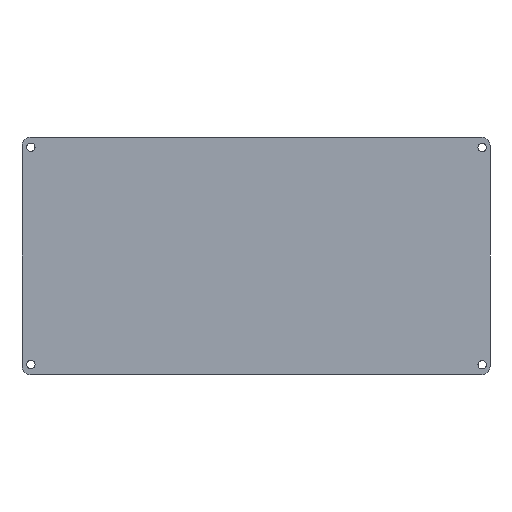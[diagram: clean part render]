
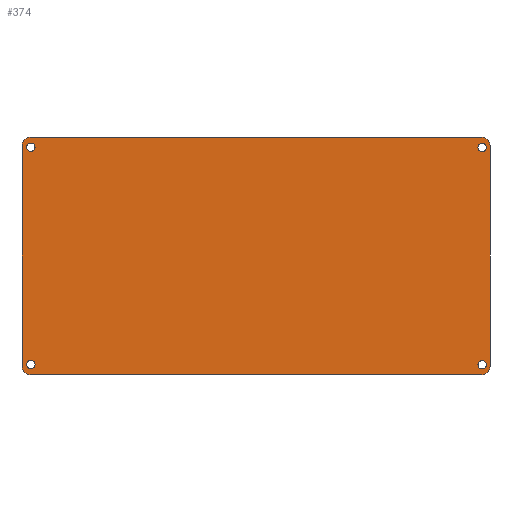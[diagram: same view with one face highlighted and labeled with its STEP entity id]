
A CAD part, front view. The second image highlights one B-rep face of the part: STEP entity #374.
In plain terms, the highlighted planar face has unit normal (0, -1, 0).
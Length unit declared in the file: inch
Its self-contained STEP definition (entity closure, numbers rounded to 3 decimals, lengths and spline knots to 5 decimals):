
#124=CARTESIAN_POINT('',(3.445,0.,-1.6275));
#125=VERTEX_POINT('',#124);
#126=CARTESIAN_POINT('',(3.3825,0.0,-1.6275));
#127=DIRECTION('',(0.0,1.0,0.0));
#128=DIRECTION('',(-1.0,0.0,0.0));
#129=AXIS2_PLACEMENT_3D('',#126,#127,#128);
#130=CIRCLE('',#129,0.0625);
#131=EDGE_CURVE('',#125,#125,#130,.T.);
#152=CARTESIAN_POINT('',(-3.305,0.,1.6275));
#153=VERTEX_POINT('',#152);
#154=CARTESIAN_POINT('',(-3.3675,0.0,1.6275));
#155=DIRECTION('',(0.0,1.0,0.0));
#156=DIRECTION('',(-1.0,0.0,0.0));
#157=AXIS2_PLACEMENT_3D('',#154,#155,#156);
#158=CIRCLE('',#157,0.0625);
#159=EDGE_CURVE('',#153,#153,#158,.T.);
#180=CARTESIAN_POINT('',(-3.305,0.,-1.6225));
#181=VERTEX_POINT('',#180);
#182=CARTESIAN_POINT('',(-3.3675,0.0,-1.6225));
#183=DIRECTION('',(0.0,1.0,0.0));
#184=DIRECTION('',(-1.0,0.0,0.0));
#185=AXIS2_PLACEMENT_3D('',#182,#183,#184);
#186=CIRCLE('',#185,0.0625);
#187=EDGE_CURVE('',#181,#181,#186,.T.);
#208=CARTESIAN_POINT('',(3.445,0.,1.6225));
#209=VERTEX_POINT('',#208);
#210=CARTESIAN_POINT('',(3.3825,0.0,1.6225));
#211=DIRECTION('',(0.0,1.0,0.0));
#212=DIRECTION('',(-1.0,0.0,0.0));
#213=AXIS2_PLACEMENT_3D('',#210,#211,#212);
#214=CIRCLE('',#213,0.0625);
#215=EDGE_CURVE('',#209,#209,#214,.T.);
#247=CARTESIAN_POINT('',(-3.5,0.0,1.65));
#248=VERTEX_POINT('',#247);
#255=CARTESIAN_POINT('',(-3.375,0.0,1.775));
#256=VERTEX_POINT('',#255);
#257=CARTESIAN_POINT('',(-3.375,0.0,1.65));
#258=DIRECTION('',(0.0,1.0,0.0));
#259=DIRECTION('',(-0.707,0.0,0.707));
#260=AXIS2_PLACEMENT_3D('',#257,#258,#259);
#261=CIRCLE('',#260,0.125);
#262=EDGE_CURVE('',#248,#256,#261,.T.);
#279=CARTESIAN_POINT('',(3.375,0.0,1.775));
#280=VERTEX_POINT('',#279);
#281=CARTESIAN_POINT('',(-3.375,0.0,1.775));
#282=DIRECTION('',(1.0,0.0,0.0));
#283=VECTOR('',#282,6.75);
#284=LINE('',#281,#283);
#285=EDGE_CURVE('',#256,#280,#284,.T.);
#304=CARTESIAN_POINT('',(0.,0.0,0.));
#305=DIRECTION('',(0.0,-1.0,0.0));
#306=DIRECTION('',(0.0,0.0,-1.0));
#307=AXIS2_PLACEMENT_3D('',#304,#305,#306);
#308=PLANE('',#307);
#309=ORIENTED_EDGE('',*,*,#262,.F.);
#310=CARTESIAN_POINT('',(-3.5,0.0,-1.65));
#311=VERTEX_POINT('',#310);
#312=CARTESIAN_POINT('',(-3.5,0.0,-1.65));
#313=DIRECTION('',(0.0,0.0,1.0));
#314=VECTOR('',#313,3.3);
#315=LINE('',#312,#314);
#316=EDGE_CURVE('',#311,#248,#315,.T.);
#317=ORIENTED_EDGE('',*,*,#316,.F.);
#318=CARTESIAN_POINT('',(-3.375,0.0,-1.775));
#319=VERTEX_POINT('',#318);
#320=CARTESIAN_POINT('',(-3.375,0.0,-1.65));
#321=DIRECTION('',(0.0,1.0,0.0));
#322=DIRECTION('',(-0.707,0.0,-0.707));
#323=AXIS2_PLACEMENT_3D('',#320,#321,#322);
#324=CIRCLE('',#323,0.125);
#325=EDGE_CURVE('',#319,#311,#324,.T.);
#326=ORIENTED_EDGE('',*,*,#325,.F.);
#327=CARTESIAN_POINT('',(3.375,0.0,-1.775));
#328=VERTEX_POINT('',#327);
#329=CARTESIAN_POINT('',(3.375,0.0,-1.775));
#330=DIRECTION('',(-1.0,0.0,0.0));
#331=VECTOR('',#330,6.75);
#332=LINE('',#329,#331);
#333=EDGE_CURVE('',#328,#319,#332,.T.);
#334=ORIENTED_EDGE('',*,*,#333,.F.);
#335=CARTESIAN_POINT('',(3.5,0.0,-1.65));
#336=VERTEX_POINT('',#335);
#337=CARTESIAN_POINT('',(3.375,0.0,-1.65));
#338=DIRECTION('',(0.0,1.0,0.0));
#339=DIRECTION('',(0.707,0.0,-0.707));
#340=AXIS2_PLACEMENT_3D('',#337,#338,#339);
#341=CIRCLE('',#340,0.125);
#342=EDGE_CURVE('',#336,#328,#341,.T.);
#343=ORIENTED_EDGE('',*,*,#342,.F.);
#344=CARTESIAN_POINT('',(3.5,0.0,1.65));
#345=VERTEX_POINT('',#344);
#346=CARTESIAN_POINT('',(3.5,0.0,1.65));
#347=DIRECTION('',(0.0,0.0,-1.0));
#348=VECTOR('',#347,3.3);
#349=LINE('',#346,#348);
#350=EDGE_CURVE('',#345,#336,#349,.T.);
#351=ORIENTED_EDGE('',*,*,#350,.F.);
#352=CARTESIAN_POINT('',(3.375,0.0,1.65));
#353=DIRECTION('',(0.0,1.0,0.0));
#354=DIRECTION('',(0.707,0.0,0.707));
#355=AXIS2_PLACEMENT_3D('',#352,#353,#354);
#356=CIRCLE('',#355,0.125);
#357=EDGE_CURVE('',#280,#345,#356,.T.);
#358=ORIENTED_EDGE('',*,*,#357,.F.);
#359=ORIENTED_EDGE('',*,*,#285,.F.);
#360=EDGE_LOOP('',(#309,#317,#326,#334,#343,#351,#358,#359));
#361=FACE_OUTER_BOUND('',#360,.T.);
#362=ORIENTED_EDGE('',*,*,#131,.T.);
#363=EDGE_LOOP('',(#362));
#364=FACE_BOUND('',#363,.T.);
#365=ORIENTED_EDGE('',*,*,#159,.T.);
#366=EDGE_LOOP('',(#365));
#367=FACE_BOUND('',#366,.T.);
#368=ORIENTED_EDGE('',*,*,#187,.T.);
#369=EDGE_LOOP('',(#368));
#370=FACE_BOUND('',#369,.T.);
#371=ORIENTED_EDGE('',*,*,#215,.T.);
#372=EDGE_LOOP('',(#371));
#373=FACE_BOUND('',#372,.T.);
#374=ADVANCED_FACE('',(#361,#364,#367,#370,#373),#308,.T.);
